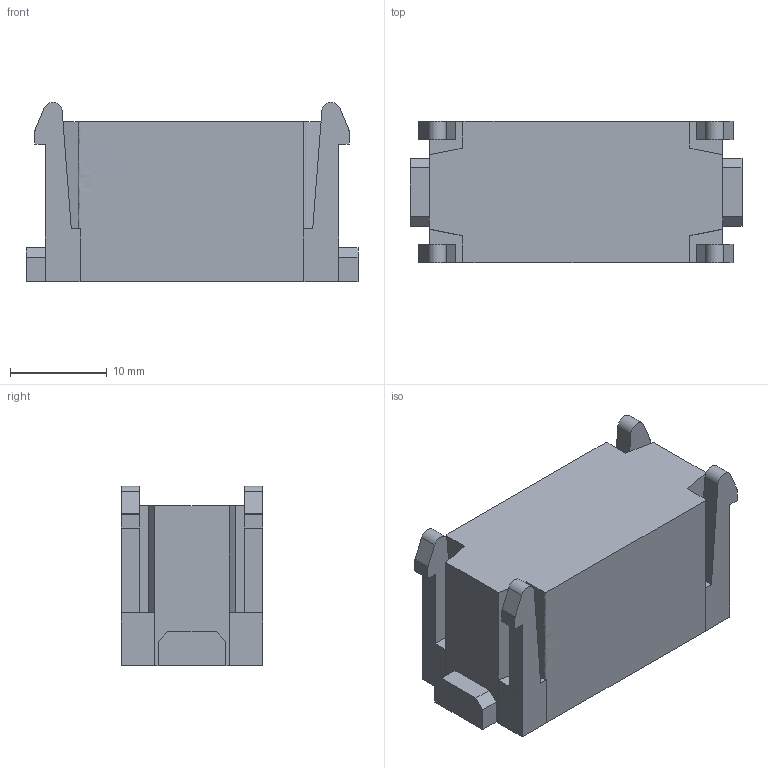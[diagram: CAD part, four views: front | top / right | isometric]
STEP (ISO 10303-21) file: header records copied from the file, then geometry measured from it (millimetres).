
FILE_DESCRIPTION(/* description */ (''),/* implementation_level */ '2;1');
FILE_NAME(/* name */ 'HM-000.stp',/* time_stamp */ '2023-02-08T23:37:06+08:00',/* author */ (''),/* organization */ (''),/* preprocessor_version */ 'ST-DEVELOPER v16',/* originating_system */ 'SIEMENS PLM Software NX 10.0',/* authorisation */ '');
FILE_SCHEMA (('AUTOMOTIVE_DESIGN { 1 0 10303 214 3 1 1 1 }'));
Length unit declared in the file: millimetre
Products named in the file (1): Admi0A2C26ACroau
Bounding box: 34.25 x 14.6 x 18.5 mm (x, y, z)
Volume: 7145 mm3; surface area: 2860.4 mm2
Topology: 1 solids, 1 shells, 72 faces, 205 edges, 135 vertices
Faces by surface type: plane 61, cylinder 9, extrusion 2
Entity records: 2443 total; most frequent: CARTESIAN_POINT 623, ORIENTED_EDGE 410, DIRECTION 326, EDGE_CURVE 205, VECTOR 150, LINE 148, VERTEX_POINT 135, AXIS2_PLACEMENT_3D 88
